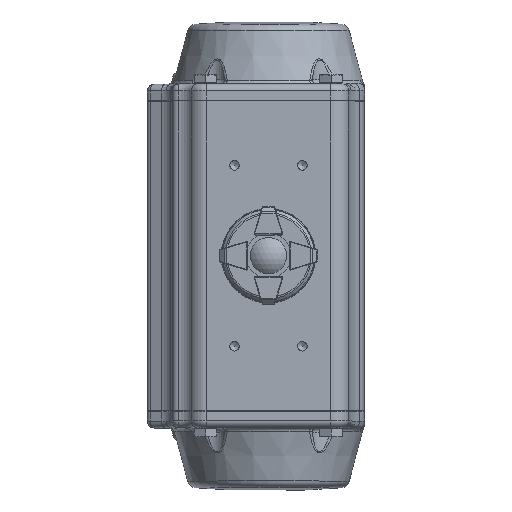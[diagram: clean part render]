
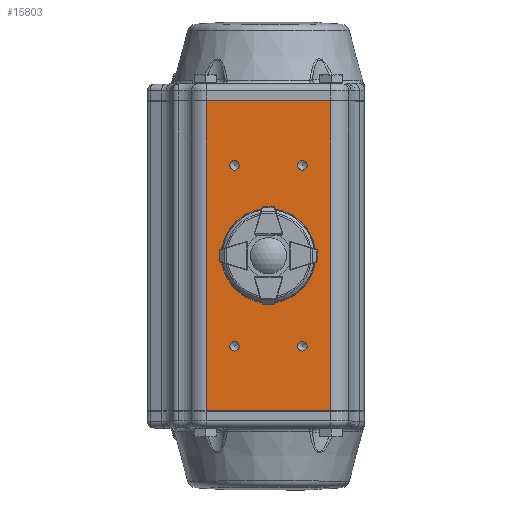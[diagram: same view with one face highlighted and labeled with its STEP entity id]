
A CAD part, top view. The second image highlights one B-rep face of the part: STEP entity #15803.
In plain terms, the highlighted face is planar.
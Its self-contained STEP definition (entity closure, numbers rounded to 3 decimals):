
#801=PLANE('',#17349);
#1553=CIRCLE('',#16973,2.1);
#1555=CIRCLE('',#16977,2.1);
#1557=CIRCLE('',#16981,2.1);
#1559=CIRCLE('',#16985,2.1);
#1561=CIRCLE('',#16988,15.8);
#5278=ORIENTED_EDGE('',*,*,#7525,.F.);
#5279=ORIENTED_EDGE('',*,*,#7593,.F.);
#5280=ORIENTED_EDGE('',*,*,#7561,.T.);
#5281=ORIENTED_EDGE('',*,*,#7594,.T.);
#5282=ORIENTED_EDGE('',*,*,#7187,.T.);
#5283=ORIENTED_EDGE('',*,*,#7179,.F.);
#5284=ORIENTED_EDGE('',*,*,#7181,.F.);
#5285=ORIENTED_EDGE('',*,*,#7183,.F.);
#5286=ORIENTED_EDGE('',*,*,#7185,.F.);
#7179=EDGE_CURVE('',#8786,#8786,#1553,.T.);
#7181=EDGE_CURVE('',#8789,#8789,#1555,.T.);
#7183=EDGE_CURVE('',#8792,#8792,#1557,.T.);
#7185=EDGE_CURVE('',#8795,#8795,#1559,.T.);
#7187=EDGE_CURVE('',#8797,#8797,#1561,.T.);
#7525=EDGE_CURVE('',#9006,#9007,#9976,.T.);
#7561=EDGE_CURVE('',#9043,#9042,#9991,.T.);
#7593=EDGE_CURVE('',#9043,#9006,#10006,.T.);
#7594=EDGE_CURVE('',#9042,#9007,#10007,.T.);
#8786=VERTEX_POINT('',#27168);
#8789=VERTEX_POINT('',#27175);
#8792=VERTEX_POINT('',#27182);
#8795=VERTEX_POINT('',#27189);
#8797=VERTEX_POINT('',#27194);
#9006=VERTEX_POINT('',#29803);
#9007=VERTEX_POINT('',#29805);
#9042=VERTEX_POINT('',#29876);
#9043=VERTEX_POINT('',#29878);
#9976=LINE('',#29804,#10929);
#9991=LINE('',#29877,#10944);
#10006=LINE('',#29940,#10959);
#10007=LINE('',#29942,#10960);
#10929=VECTOR('',#20874,1000.);
#10944=VECTOR('',#20933,1000.);
#10959=VECTOR('',#20990,1000.);
#10960=VECTOR('',#20993,1000.);
#12051=EDGE_LOOP('',(#5278,#5279,#5280,#5281));
#12052=EDGE_LOOP('',(#5282));
#12053=EDGE_LOOP('',(#5283));
#12054=EDGE_LOOP('',(#5284));
#12055=EDGE_LOOP('',(#5285));
#12056=EDGE_LOOP('',(#5286));
#13154=FACE_BOUND('',#12051,.T.);
#13155=FACE_BOUND('',#12052,.T.);
#13156=FACE_BOUND('',#12053,.T.);
#13157=FACE_BOUND('',#12054,.T.);
#13158=FACE_BOUND('',#12055,.T.);
#13159=FACE_BOUND('',#12056,.T.);
#15803=ADVANCED_FACE('',(#13154,#13155,#13156,#13157,#13158,#13159),#801,
 .T.);
#16973=AXIS2_PLACEMENT_3D('',#27167,#20168,#20169);
#16977=AXIS2_PLACEMENT_3D('',#27174,#20176,#20177);
#16981=AXIS2_PLACEMENT_3D('',#27181,#20184,#20185);
#16985=AXIS2_PLACEMENT_3D('',#27188,#20192,#20193);
#16988=AXIS2_PLACEMENT_3D('',#27193,#20198,#20199);
#17349=AXIS2_PLACEMENT_3D('',#30076,#21131,#21132);
#20168=DIRECTION('',(0.,1.,0.));
#20169=DIRECTION('',(0.,0.,1.));
#20176=DIRECTION('',(0.,1.,0.));
#20177=DIRECTION('',(0.,0.,1.));
#20184=DIRECTION('',(0.,1.,0.));
#20185=DIRECTION('',(0.,0.,1.));
#20192=DIRECTION('',(0.,1.,0.));
#20193=DIRECTION('',(0.,0.,1.));
#20198=DIRECTION('',(0.,-1.,0.));
#20199=DIRECTION('',(-1.,0.,0.));
#20874=DIRECTION('',(1.,0.,0.));
#20933=DIRECTION('',(1.,0.,0.));
#20990=DIRECTION('',(0.,0.,-1.));
#20993=DIRECTION('',(0.,0.,-1.));
#21131=DIRECTION('',(0.,1.,0.));
#21132=DIRECTION('',(1.,0.,0.));
#27167=CARTESIAN_POINT('',(15.,51.,40.));
#27168=CARTESIAN_POINT('',(15.,51.,42.1));
#27174=CARTESIAN_POINT('',(-15.,51.,40.));
#27175=CARTESIAN_POINT('',(-15.,51.,42.1));
#27181=CARTESIAN_POINT('',(15.,51.,-40.));
#27182=CARTESIAN_POINT('',(15.,51.,-37.9));
#27188=CARTESIAN_POINT('',(-15.,51.,-40.));
#27189=CARTESIAN_POINT('',(-15.,51.,-37.9));
#27193=CARTESIAN_POINT('',(0.,51.,0.));
#27194=CARTESIAN_POINT('',(-15.8,51.,0.));
#29803=CARTESIAN_POINT('',(-27.474,51.,-68.5));
#29804=CARTESIAN_POINT('',(-27.474,51.,-68.5));
#29805=CARTESIAN_POINT('',(27.474,51.,-68.5));
#29876=CARTESIAN_POINT('',(27.474,51.,68.5));
#29877=CARTESIAN_POINT('',(-27.474,51.,68.5));
#29878=CARTESIAN_POINT('',(-27.474,51.,68.5));
#29940=CARTESIAN_POINT('',(-27.474,51.,68.5));
#29942=CARTESIAN_POINT('',(27.474,51.,68.5));
#30076=CARTESIAN_POINT('',(-27.474,51.,68.5));
